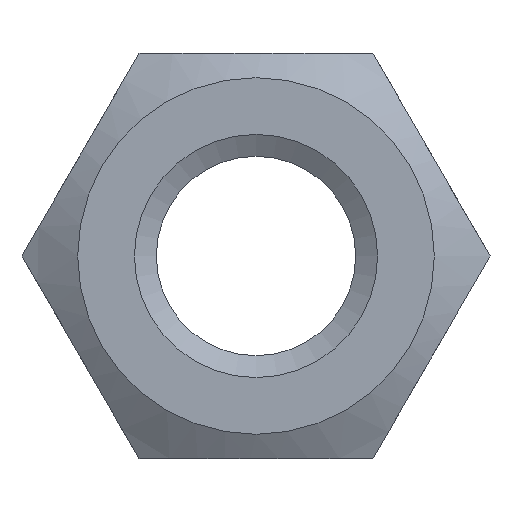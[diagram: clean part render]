
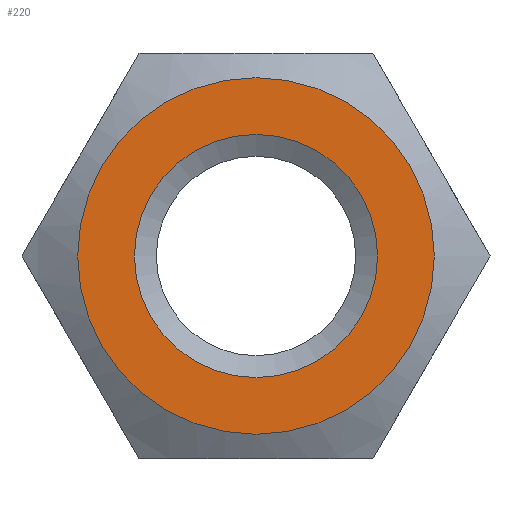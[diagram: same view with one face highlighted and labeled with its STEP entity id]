
A CAD part, left-side view. The second image highlights one B-rep face of the part: STEP entity #220.
In plain terms, the highlighted planar face has unit normal (-1, 0, 0).
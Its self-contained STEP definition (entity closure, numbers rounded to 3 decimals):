
#27=FACE_BOUND('',#54,.T.);
#29=PLANE('',#257);
#40=FACE_OUTER_BOUND('',#53,.T.);
#53=EDGE_LOOP('',(#159,#160));
#54=EDGE_LOOP('',(#161));
#88=CIRCLE('',#252,3.);
#92=CIRCLE('',#258,4.4);
#93=CIRCLE('',#259,4.4);
#97=VERTEX_POINT('',#332);
#101=VERTEX_POINT('',#344);
#102=VERTEX_POINT('',#345);
#118=EDGE_CURVE('',#97,#97,#88,.T.);
#124=EDGE_CURVE('',#101,#102,#92,.T.);
#125=EDGE_CURVE('',#102,#101,#93,.T.);
#159=ORIENTED_EDGE('',*,*,#124,.T.);
#160=ORIENTED_EDGE('',*,*,#125,.T.);
#161=ORIENTED_EDGE('',*,*,#118,.F.);
#220=ADVANCED_FACE('',(#40,#27),#29,.F.);
#252=AXIS2_PLACEMENT_3D('',#333,#277,#278);
#257=AXIS2_PLACEMENT_3D('',#343,#289,#290);
#258=AXIS2_PLACEMENT_3D('',#346,#291,#292);
#259=AXIS2_PLACEMENT_3D('',#347,#293,#294);
#277=DIRECTION('center_axis',(-1.,0.,0.));
#278=DIRECTION('ref_axis',(0.,0.,-1.));
#289=DIRECTION('center_axis',(1.,0.,0.));
#290=DIRECTION('ref_axis',(0.,0.,-1.));
#291=DIRECTION('center_axis',(-1.,0.,0.));
#292=DIRECTION('ref_axis',(0.,1.,0.));
#293=DIRECTION('center_axis',(-1.,0.,0.));
#294=DIRECTION('ref_axis',(0.,1.,0.));
#332=CARTESIAN_POINT('',(0.,0.,3.));
#333=CARTESIAN_POINT('Origin',(0.,0.,0.));
#343=CARTESIAN_POINT('Origin',(0.,0.,0.));
#344=CARTESIAN_POINT('',(0.,4.4,0.));
#345=CARTESIAN_POINT('',(0.,-4.4,0.));
#346=CARTESIAN_POINT('Origin',(0.,0.,0.));
#347=CARTESIAN_POINT('Origin',(0.,0.,0.));
